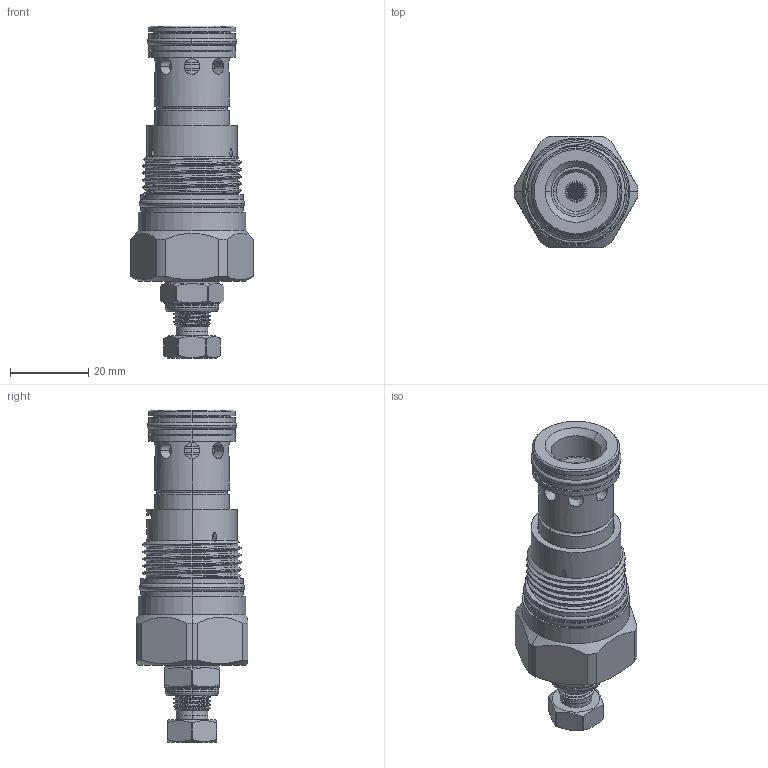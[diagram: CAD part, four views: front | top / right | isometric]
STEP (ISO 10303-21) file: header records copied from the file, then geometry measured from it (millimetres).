
FILE_DESCRIPTION (( 'STEP AP203' ), '1' );
FILE_NAME ('RP3A20-G.STEP', '2020-03-23T07:20:01', ( '' ), ( '' ), 'SwSTEP 2.0', 'SolidWorks 2018', '' );
FILE_SCHEMA (( 'CONFIG_CONTROL_DESIGN' ));
Length unit declared in the file: millimetre
Products named in the file (1): RP3A20-G
Bounding box: 31.6 x 28.57 x 84.75 mm (x, y, z)
Volume: 28128.5 mm3; surface area: 13895.2 mm2
Topology: 10 solids, 10 shells, 792 faces, 2145 edges, 1358 vertices
Faces by surface type: cylinder 584, cone 84, plane 62, torus 53, bspline 5, sphere 4
Entity records: 53436 total; most frequent: CARTESIAN_POINT 34328, ORIENTED_EDGE 4282, DIRECTION 3200, EDGE_CURVE 2141, VERTEX_POINT 1358, AXIS2_PLACEMENT_3D 1260, EDGE_LOOP 1213, B_SPLINE_CURVE_WITH_KNOTS 931
